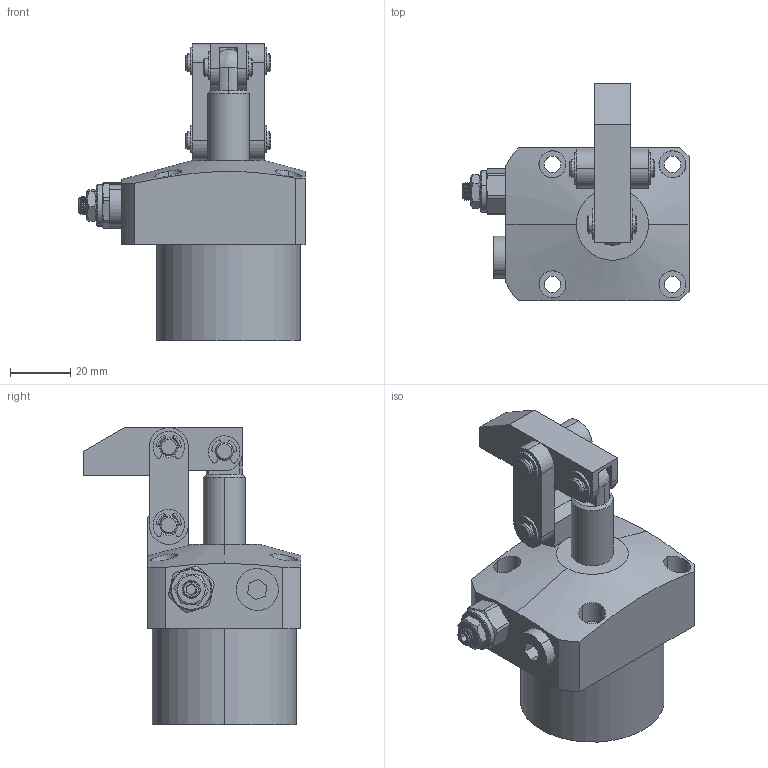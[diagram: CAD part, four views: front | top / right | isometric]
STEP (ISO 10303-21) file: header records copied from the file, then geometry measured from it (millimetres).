
FILE_DESCRIPTION (( 'STEP AP214' ), '1' );
FILE_NAME ('CLKA-048CL油压杠杆缸三维图.STEP', '2021-04-16T06:10:39', ( 'PC' ), ( '' ), 'SwSTEP 2.0', 'SolidWorks 2016', '' );
FILE_SCHEMA (( 'AUTOMOTIVE_DESIGN' ));
Length unit declared in the file: millimetre
Products named in the file (10): 048活塞杆; 32G蟀裝_2_1_3; 32G种2_2_1_3; 32G开口挡圈1_2_1_3; CLKA-048CL油压杠杆缸三维图; CZL10覃厒概22; CLKA-048GL-BT; 囀鞠褒黑芛郔陔1-8; 揤旋_5; 32G种1_2_1_3
Assembly tree (16 placements, depth 2):
  CLKA-048CL油压杠杆缸三维图
    32G开口挡圈1_2_1_3  x6
    32G种2_2_1_3  x2
    32G蟀裝_2_1_3  x2
    048活塞杆
    32G种1_2_1_3
    揤旋_5
    囀鞠褒黑芛郔陔1-8
    CLKA-048GL-BT
    CZL10覃厒概22
Bounding box: 75.3 x 72.5 x 99 mm (x, y, z)
Volume: 135552.2 mm3; surface area: 40699.3 mm2
Topology: 18 solids, 18 shells, 523 faces, 1311 edges, 847 vertices
Faces by surface type: cylinder 259, plane 166, cone 82, bspline 10, torus 6
Entity records: 14888 total; most frequent: CARTESIAN_POINT 5710, DIRECTION 1871, ORIENTED_EDGE 1810, EDGE_CURVE 905, AXIS2_PLACEMENT_3D 740, VERTEX_POINT 583, EDGE_LOOP 426, LINE 391
